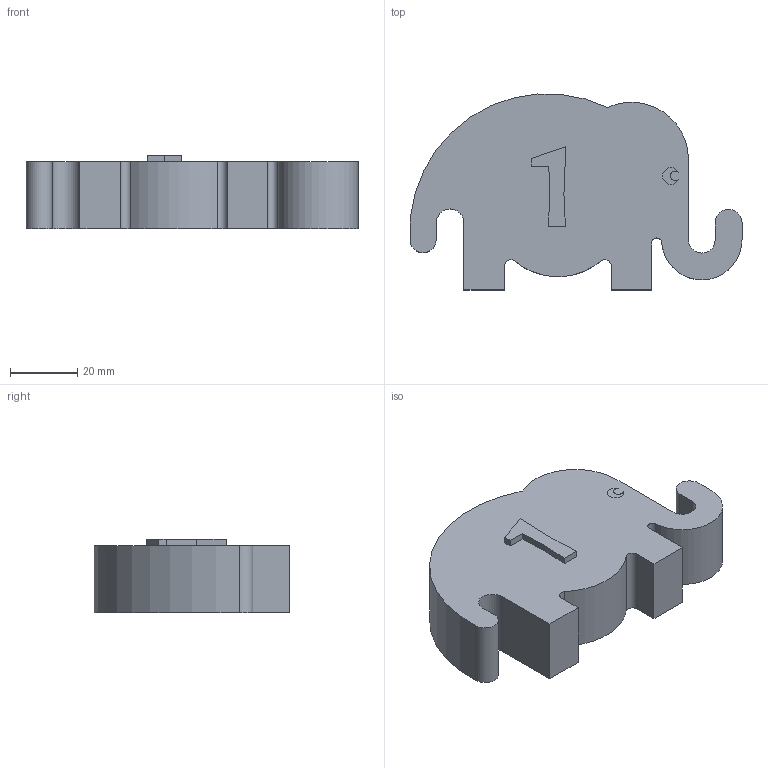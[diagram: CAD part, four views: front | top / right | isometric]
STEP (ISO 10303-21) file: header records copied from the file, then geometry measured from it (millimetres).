
FILE_DESCRIPTION(('FreeCAD Model'),'2;1');
FILE_NAME('1.step','2020-01-26T20:50:46',('Felix Morgner'),(''), 'Open CASCADE STEP processor 7.4','FreeCAD','Unknown');
FILE_SCHEMA(('AUTOMOTIVE_DESIGN { 1 0 10303 214 1 1 1 1 }'));
Length unit declared in the file: millimetre
Products named in the file (3): Number_Elephant_(1); Eye; 1
Bounding box: 99.05 x 58.45 x 22 mm (x, y, z)
Volume: 79744.8 mm3; surface area: 15876 mm2
Topology: 3 solids, 3 shells, 49 faces, 123 edges, 82 vertices
Faces by surface type: plane 34, cylinder 15
Entity records: 3121 total; most frequent: CARTESIAN_POINT 541, DIRECTION 479, LINE 293, VECTOR 293, ORIENTED_EDGE 246, PCURVE 246, DEFINITIONAL_REPRESENTATION 246, EDGE_CURVE 123
